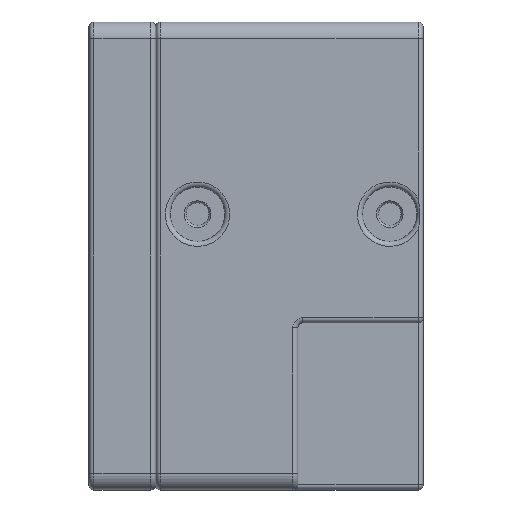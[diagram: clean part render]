
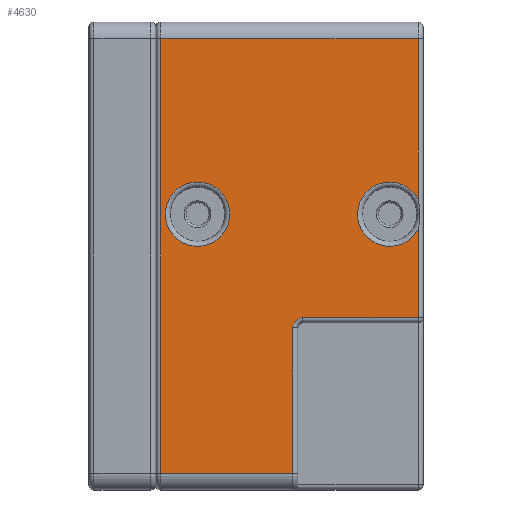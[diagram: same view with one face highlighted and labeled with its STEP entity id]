
A CAD part, left-side view. The second image highlights one B-rep face of the part: STEP entity #4630.
In plain terms, the highlighted planar face has unit normal (-1, 0, 0).
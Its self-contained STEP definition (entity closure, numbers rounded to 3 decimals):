
#63=FACE_BOUND('',#1363,.T.);
#106=PLANE('',#5005);
#262=LINE('',#7308,#573);
#265=LINE('',#7318,#576);
#266=LINE('',#7342,#577);
#274=LINE('',#7381,#585);
#284=LINE('',#7429,#595);
#286=LINE('',#7446,#597);
#287=LINE('',#7448,#598);
#573=VECTOR('',#5644,10.);
#576=VECTOR('',#5653,10.);
#577=VECTOR('',#5654,10.);
#585=VECTOR('',#5694,10.);
#595=VECTOR('',#5752,10.);
#597=VECTOR('',#5776,10.);
#598=VECTOR('',#5779,10.);
#1045=FACE_OUTER_BOUND('',#1362,.T.);
#1362=EDGE_LOOP('',(#3262,#3263,#3264,#3265,#3266,#3267,#3268,#3269,#3270,
#3271));
#1363=EDGE_LOOP('',(#3272));
#1707=CIRCLE('',#4962,1.2);
#1729=CIRCLE('',#4997,3.85);
#1733=CIRCLE('',#5001,3.85);
#1735=CIRCLE('',#5006,3.85);
#2039=VERTEX_POINT('',#7270);
#2047=VERTEX_POINT('',#7307);
#2050=VERTEX_POINT('',#7315);
#2051=VERTEX_POINT('',#7317);
#2052=VERTEX_POINT('',#7319);
#2063=VERTEX_POINT('',#7368);
#2067=VERTEX_POINT('',#7377);
#2075=VERTEX_POINT('',#7408);
#2081=VERTEX_POINT('',#7423);
#2082=VERTEX_POINT('',#7433);
#2086=VERTEX_POINT('',#7449);
#2458=EDGE_CURVE('',#2039,#2047,#262,.T.);
#2463=EDGE_CURVE('',#2050,#2051,#265,.T.);
#2465=EDGE_CURVE('',#2052,#2039,#266,.T.);
#2478=EDGE_CURVE('',#2047,#2063,#1707,.T.);
#2484=EDGE_CURVE('',#2063,#2067,#274,.T.);
#2509=EDGE_CURVE('',#2075,#2081,#284,.T.);
#2511=EDGE_CURVE('',#2051,#2082,#1729,.T.);
#2515=EDGE_CURVE('',#2082,#2052,#1733,.T.);
#2518=EDGE_CURVE('',#2081,#2050,#286,.T.);
#2519=EDGE_CURVE('',#2067,#2075,#287,.T.);
#2520=EDGE_CURVE('',#2086,#2086,#1735,.T.);
#3262=ORIENTED_EDGE('',*,*,#2484,.F.);
#3263=ORIENTED_EDGE('',*,*,#2478,.F.);
#3264=ORIENTED_EDGE('',*,*,#2458,.F.);
#3265=ORIENTED_EDGE('',*,*,#2465,.F.);
#3266=ORIENTED_EDGE('',*,*,#2515,.F.);
#3267=ORIENTED_EDGE('',*,*,#2511,.F.);
#3268=ORIENTED_EDGE('',*,*,#2463,.F.);
#3269=ORIENTED_EDGE('',*,*,#2518,.F.);
#3270=ORIENTED_EDGE('',*,*,#2509,.F.);
#3271=ORIENTED_EDGE('',*,*,#2519,.F.);
#3272=ORIENTED_EDGE('',*,*,#2520,.F.);
#4630=ADVANCED_FACE('',(#1045,#63),#106,.T.);
#4962=AXIS2_PLACEMENT_3D('',#7369,#5678,#5679);
#4997=AXIS2_PLACEMENT_3D('',#7434,#5759,#5760);
#5001=AXIS2_PLACEMENT_3D('',#7440,#5767,#5768);
#5005=AXIS2_PLACEMENT_3D('',#7447,#5777,#5778);
#5006=AXIS2_PLACEMENT_3D('',#7450,#5780,#5781);
#5644=DIRECTION('',(0.,1.,0.));
#5653=DIRECTION('',(0.,0.,-1.));
#5654=DIRECTION('',(0.,0.,-1.));
#5678=DIRECTION('center_axis',(-1.,0.,0.));
#5679=DIRECTION('ref_axis',(0.,0.707,0.707));
#5694=DIRECTION('',(0.,0.,-1.));
#5752=DIRECTION('',(0.,0.,1.));
#5759=DIRECTION('center_axis',(-1.,0.,0.));
#5760=DIRECTION('ref_axis',(0.,1.,0.));
#5767=DIRECTION('center_axis',(-1.,0.,0.));
#5768=DIRECTION('ref_axis',(0.,1.,0.));
#5776=DIRECTION('',(0.,-1.,0.));
#5777=DIRECTION('center_axis',(-1.,0.,0.));
#5778=DIRECTION('ref_axis',(0.,0.,1.));
#5779=DIRECTION('',(0.,1.,0.));
#5780=DIRECTION('center_axis',(-1.,0.,0.));
#5781=DIRECTION('ref_axis',(0.,1.,0.));
#7270=CARTESIAN_POINT('',(-15.,0.6,67.6));
#7307=CARTESIAN_POINT('',(-15.,14.4,67.6));
#7308=CARTESIAN_POINT('',(-15.,1.25,67.6));
#7315=CARTESIAN_POINT('',(-15.,0.6,101.));
#7317=CARTESIAN_POINT('',(-15.,0.6,81.806));
#7318=CARTESIAN_POINT('',(-15.,0.6,76.));
#7319=CARTESIAN_POINT('',(-15.,0.6,78.194));
#7342=CARTESIAN_POINT('',(-15.,0.6,76.));
#7368=CARTESIAN_POINT('',(-15.,15.6,66.4));
#7369=CARTESIAN_POINT('Origin',(-15.,14.4,66.4));
#7377=CARTESIAN_POINT('',(-15.,15.6,49.));
#7381=CARTESIAN_POINT('',(-15.,15.6,62.));
#7408=CARTESIAN_POINT('',(-15.,31.4,49.));
#7423=CARTESIAN_POINT('',(-15.,31.4,101.));
#7429=CARTESIAN_POINT('',(-15.,31.4,74.75));
#7433=CARTESIAN_POINT('',(-15.,4.,83.85));
#7434=CARTESIAN_POINT('Origin',(-15.,4.,80.));
#7440=CARTESIAN_POINT('Origin',(-15.,4.,80.));
#7446=CARTESIAN_POINT('',(-15.,1.25,101.));
#7447=CARTESIAN_POINT('Origin',(-15.,0.,67.));
#7448=CARTESIAN_POINT('',(-15.,7.5,49.));
#7449=CARTESIAN_POINT('',(-15.,27.,83.85));
#7450=CARTESIAN_POINT('Origin',(-15.,27.,80.));
